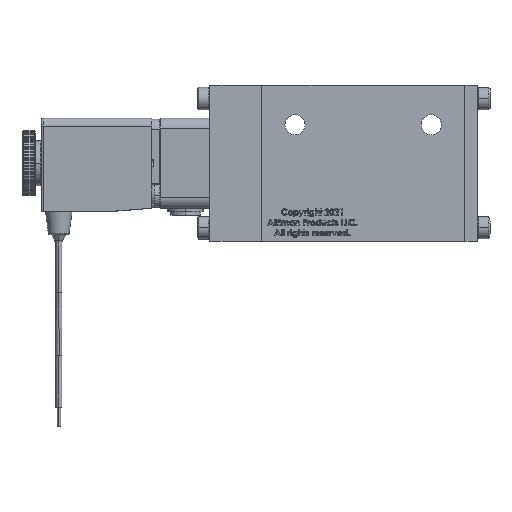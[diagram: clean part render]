
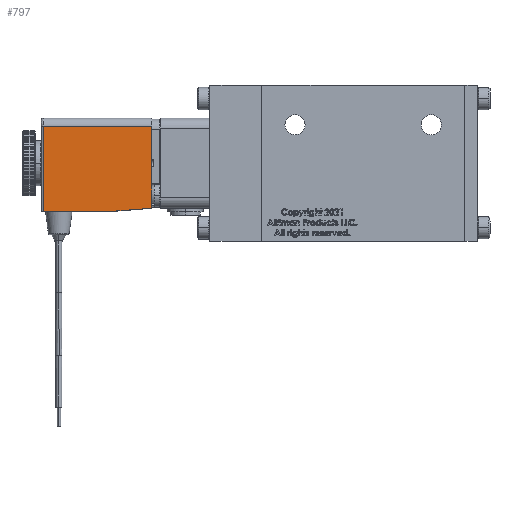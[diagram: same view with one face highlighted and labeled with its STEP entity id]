
A CAD part, top view. The second image highlights one B-rep face of the part: STEP entity #797.
In plain terms, the highlighted planar face has unit normal (0, 0, 1).
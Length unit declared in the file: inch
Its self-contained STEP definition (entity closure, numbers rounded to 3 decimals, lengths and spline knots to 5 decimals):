
#433 = ORIENTED_EDGE ( 'NONE', *, *, #70543, .F. ) ;
#609 = CARTESIAN_POINT ( 'NONE',  ( -4.05536, -0.39567, 0.6998 ) ) ;
#797 = ADVANCED_FACE ( 'NONE', ( #82263 ), #4718, .F. ) ;
#1374 = DIRECTION ( 'NONE',  ( 0., -1., 0. ) ) ;
#2571 = ORIENTED_EDGE ( 'NONE', *, *, #82410, .T. ) ;
#4718 = PLANE ( 'NONE',  #110081 ) ;
#6281 = DIRECTION ( 'NONE',  ( 1., 0., 0. ) ) ;
#7897 = VECTOR ( 'NONE', #93267, 39.37008 ) ;
#8938 = EDGE_LOOP ( 'NONE', ( #68140, #2571, #68998, #115463, #433 ) ) ;
#17119 = VECTOR ( 'NONE', #1374, 39.37008 ) ;
#18984 = CARTESIAN_POINT ( 'NONE',  ( -3.01206, -1.18307, 0.6998 ) ) ;
#19840 = VERTEX_POINT ( 'NONE', #18984 ) ;
#33496 = CARTESIAN_POINT ( 'NONE',  ( -3.40576, -1.21457, 0.6998 ) ) ;
#35760 = LINE ( 'NONE', #51777, #7897 ) ;
#40220 = CARTESIAN_POINT ( 'NONE',  ( -3.53371, -0.39567, 0.6998 ) ) ;
#43256 = VERTEX_POINT ( 'NONE', #127986 ) ;
#47530 = CARTESIAN_POINT ( 'NONE',  ( -3.7404, -1.21457, 0.6998 ) ) ;
#51777 = CARTESIAN_POINT ( 'NONE',  ( -3.20891, -1.19882, 0.6998 ) ) ;
#53713 = CARTESIAN_POINT ( 'NONE',  ( -3.01206, -0.39567, 0.6998 ) ) ;
#68140 = ORIENTED_EDGE ( 'NONE', *, *, #79578, .T. ) ;
#68998 = ORIENTED_EDGE ( 'NONE', *, *, #69656, .F. ) ;
#69656 = EDGE_CURVE ( 'NONE', #104665, #19840, #102051, .T. ) ;
#69762 = EDGE_CURVE ( 'NONE', #120731, #104665, #75743, .T. ) ;
#70543 = EDGE_CURVE ( 'NONE', #43256, #120731, #119552, .T. ) ;
#72095 = VECTOR ( 'NONE', #100629, 39.37008 ) ;
#73074 = DIRECTION ( 'NONE',  ( 1., 0., 0. ) ) ;
#75743 = LINE ( 'NONE', #40220, #131347 ) ;
#79578 = EDGE_CURVE ( 'NONE', #43256, #133786, #126625, .T. ) ;
#82263 = FACE_OUTER_BOUND ( 'NONE', #8938, .T. ) ;
#82410 = EDGE_CURVE ( 'NONE', #133786, #19840, #35760, .T. ) ;
#88967 = VECTOR ( 'NONE', #6281, 39.37008 ) ;
#93267 = DIRECTION ( 'NONE',  ( 0.997, 0.08, 0. ) ) ;
#99268 = CARTESIAN_POINT ( 'NONE',  ( -4.05536, -0.39567, 0.6998 ) ) ;
#100629 = DIRECTION ( 'NONE',  ( 0., 1., 0. ) ) ;
#101536 = CARTESIAN_POINT ( 'NONE',  ( -4.05536, -0.80512, 0.6998 ) ) ;
#102051 = LINE ( 'NONE', #116088, #17119 ) ;
#104665 = VERTEX_POINT ( 'NONE', #53713 ) ;
#110081 = AXIS2_PLACEMENT_3D ( 'NONE', #99268, #121667, #111104 ) ;
#111104 = DIRECTION ( 'NONE',  ( 1., 0., 0. ) ) ;
#115463 = ORIENTED_EDGE ( 'NONE', *, *, #69762, .F. ) ;
#116088 = CARTESIAN_POINT ( 'NONE',  ( -3.01206, -0.80512, 0.6998 ) ) ;
#119552 = LINE ( 'NONE', #101536, #72095 ) ;
#120731 = VERTEX_POINT ( 'NONE', #609 ) ;
#121667 = DIRECTION ( 'NONE',  ( 0., 0., -1. ) ) ;
#126625 = LINE ( 'NONE', #47530, #88967 ) ;
#127986 = CARTESIAN_POINT ( 'NONE',  ( -4.05536, -1.21457, 0.6998 ) ) ;
#131347 = VECTOR ( 'NONE', #73074, 39.37008 ) ;
#133786 = VERTEX_POINT ( 'NONE', #33496 ) ;
